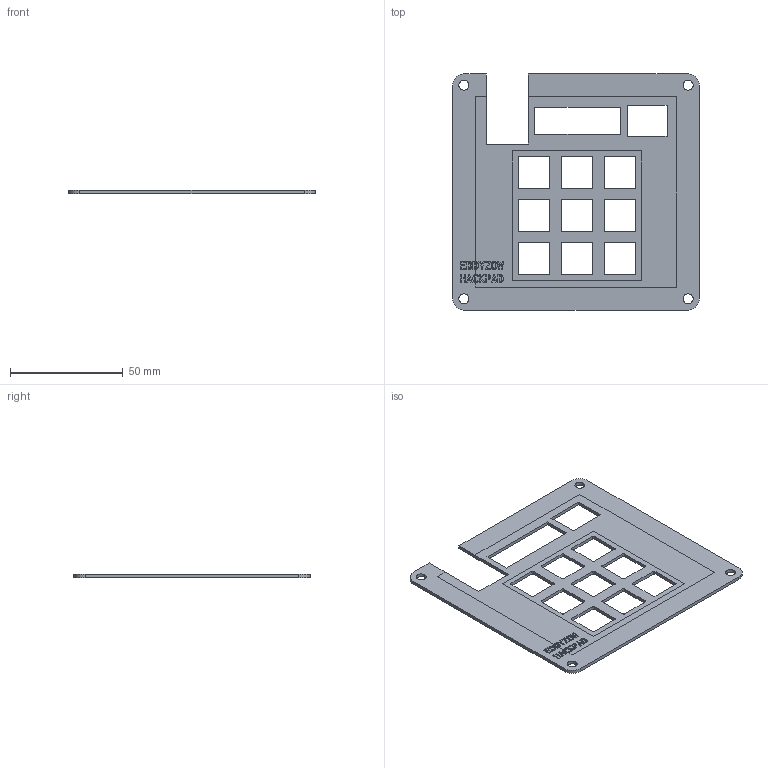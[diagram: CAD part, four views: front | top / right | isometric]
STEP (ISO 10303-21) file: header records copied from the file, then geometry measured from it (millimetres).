
FILE_DESCRIPTION(/* description */ ('STEP AP242','CAx-IF Rec.Pracs.---Representation and Presentation of Product Manufacturing Information (PMI)---4.0---2014-10-13','CAx-IF Rec.Pracs.---3D Tessellated Geometry---0.4---2014-09-14','2;1'),/* implementation_level */ '2;1');
FILE_NAME(/* name */ '682cf8e89d766e487324ebec',/* time_stamp */ '2025-05-20T21:49:29Z',/* author */ (''),/* organization */ (''),/* preprocessor_version */ 'ST-DEVELOPER v20',/* originating_system */ 'ONSHAPE BY PTC INC, 1.198',/* authorisation */ ' ');
FILE_SCHEMA (('AP242_MANAGED_MODEL_BASED_3D_ENGINEERING_MIM_LF { 1 0 10303 442 1 1 4 }'));
Length unit declared in the file: metre
Products named in the file (3): Part 1; Part 2; Part 3
Bounding box: 109.3 x 104.5 x 1.5 mm (x, y, z)
Volume: 12431.8 mm3; surface area: 20162.1 mm2
Topology: 3 solids, 3 shells, 408 faces, 1166 edges, 782 vertices
Faces by surface type: plane 229, cylinder 127, bspline 52
Entity records: 13656 total; most frequent: CARTESIAN_POINT 2931, ORIENTED_EDGE 2332, DIRECTION 2048, EDGE_CURVE 1166, LINE 794, VECTOR 794, VERTEX_POINT 782, AXIS2_PLACEMENT_3D 627
